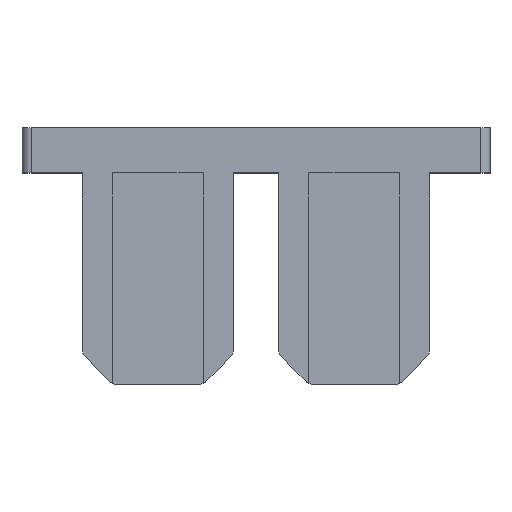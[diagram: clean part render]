
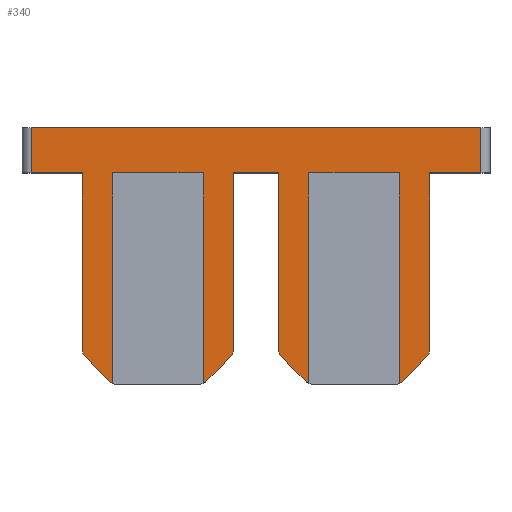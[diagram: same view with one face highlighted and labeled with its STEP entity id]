
A CAD part, top view. The second image highlights one B-rep face of the part: STEP entity #340.
In plain terms, the highlighted planar face has unit normal (0, 0, 1).
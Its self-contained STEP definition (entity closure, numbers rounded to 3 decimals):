
#75=CARTESIAN_POINT('',(15.2,1.5,0.0));
#76=VERTEX_POINT('',#75);
#84=CARTESIAN_POINT('',(15.2,0.0,0.0));
#85=VERTEX_POINT('',#84);
#86=CARTESIAN_POINT('',(15.2,1.5,0.0));
#87=DIRECTION('',(0.0,-1.0,0.0));
#88=VECTOR('',#87,1.5);
#89=LINE('',#86,#88);
#90=EDGE_CURVE('',#76,#85,#89,.T.);
#110=CARTESIAN_POINT('',(0.0,0.0,0.0));
#111=DIRECTION('',(0.0,0.0,1.0));
#112=DIRECTION('',(1.0,0.0,0.0));
#113=AXIS2_PLACEMENT_3D('',#110,#111,#112);
#114=PLANE('',#113);
#115=ORIENTED_EDGE('',*,*,#90,.F.);
#116=CARTESIAN_POINT('',(0.3,1.5,0.0));
#117=VERTEX_POINT('',#116);
#118=CARTESIAN_POINT('',(0.3,1.5,0.0));
#119=DIRECTION('',(1.0,0.0,0.0));
#120=VECTOR('',#119,14.9);
#121=LINE('',#118,#120);
#122=EDGE_CURVE('',#117,#76,#121,.T.);
#123=ORIENTED_EDGE('',*,*,#122,.F.);
#124=CARTESIAN_POINT('',(0.3,0.0,0.0));
#125=VERTEX_POINT('',#124);
#126=CARTESIAN_POINT('',(0.3,0.0,0.0));
#127=DIRECTION('',(0.0,1.0,0.0));
#128=VECTOR('',#127,1.5);
#129=LINE('',#126,#128);
#130=EDGE_CURVE('',#125,#117,#129,.T.);
#131=ORIENTED_EDGE('',*,*,#130,.F.);
#132=CARTESIAN_POINT('',(2.0,0.0,0.0));
#133=VERTEX_POINT('',#132);
#134=CARTESIAN_POINT('',(0.3,0.0,0.0));
#135=DIRECTION('',(1.0,0.0,0.0));
#136=VECTOR('',#135,1.7);
#137=LINE('',#134,#136);
#138=EDGE_CURVE('',#125,#133,#137,.T.);
#139=ORIENTED_EDGE('',*,*,#138,.T.);
#140=CARTESIAN_POINT('',(2.0,-5.876,0.0));
#141=VERTEX_POINT('',#140);
#142=CARTESIAN_POINT('',(2.0,0.0,0.0));
#143=DIRECTION('',(0.0,-1.0,0.0));
#144=VECTOR('',#143,5.876);
#145=LINE('',#142,#144);
#146=EDGE_CURVE('',#133,#141,#145,.T.);
#147=ORIENTED_EDGE('',*,*,#146,.T.);
#148=CARTESIAN_POINT('',(2.088,-6.088,0.0));
#149=VERTEX_POINT('',#148);
#150=CARTESIAN_POINT('',(2.3,-5.876,0.0));
#151=DIRECTION('',(0.0,0.0,-1.0));
#152=DIRECTION('',(-0.924,-0.383,0.0));
#153=AXIS2_PLACEMENT_3D('',#150,#151,#152);
#154=CIRCLE('',#153,0.3);
#155=EDGE_CURVE('',#149,#141,#154,.T.);
#156=ORIENTED_EDGE('',*,*,#155,.F.);
#157=CARTESIAN_POINT('',(2.912,-6.912,0.0));
#158=VERTEX_POINT('',#157);
#159=CARTESIAN_POINT('',(2.912,-6.912,0.0));
#160=DIRECTION('',(-0.707,0.707,0.0));
#161=VECTOR('',#160,1.166);
#162=LINE('',#159,#161);
#163=EDGE_CURVE('',#158,#149,#162,.T.);
#164=ORIENTED_EDGE('',*,*,#163,.F.);
#165=CARTESIAN_POINT('',(3.0,-6.973,0.0));
#166=VERTEX_POINT('',#165);
#167=CARTESIAN_POINT('',(3.124,-6.7,0.0));
#168=DIRECTION('',(0.0,0.0,-1.0));
#169=DIRECTION('',(-0.383,-0.924,0.0));
#170=AXIS2_PLACEMENT_3D('',#167,#168,#169);
#171=CIRCLE('',#170,0.3);
#172=EDGE_CURVE('',#166,#158,#171,.T.);
#173=ORIENTED_EDGE('',*,*,#172,.F.);
#174=CARTESIAN_POINT('',(3.0,0.0,0.0));
#175=VERTEX_POINT('',#174);
#176=CARTESIAN_POINT('',(3.0,-6.973,0.0));
#177=DIRECTION('',(0.0,1.0,0.0));
#178=VECTOR('',#177,6.973);
#179=LINE('',#176,#178);
#180=EDGE_CURVE('',#166,#175,#179,.T.);
#181=ORIENTED_EDGE('',*,*,#180,.T.);
#182=CARTESIAN_POINT('',(6.0,0.0,0.0));
#183=VERTEX_POINT('',#182);
#184=CARTESIAN_POINT('',(3.0,0.0,0.0));
#185=DIRECTION('',(1.0,0.0,0.0));
#186=VECTOR('',#185,3.);
#187=LINE('',#184,#186);
#188=EDGE_CURVE('',#175,#183,#187,.T.);
#189=ORIENTED_EDGE('',*,*,#188,.T.);
#190=CARTESIAN_POINT('',(6.0,-6.973,0.0));
#191=VERTEX_POINT('',#190);
#192=CARTESIAN_POINT('',(6.0,0.0,0.0));
#193=DIRECTION('',(0.0,-1.0,0.0));
#194=VECTOR('',#193,6.973);
#195=LINE('',#192,#194);
#196=EDGE_CURVE('',#183,#191,#195,.T.);
#197=ORIENTED_EDGE('',*,*,#196,.T.);
#198=CARTESIAN_POINT('',(6.088,-6.912,0.0));
#199=VERTEX_POINT('',#198);
#200=CARTESIAN_POINT('',(5.876,-6.7,0.0));
#201=DIRECTION('',(0.0,0.0,-1.0));
#202=DIRECTION('',(0.383,-0.924,0.0));
#203=AXIS2_PLACEMENT_3D('',#200,#201,#202);
#204=CIRCLE('',#203,0.3);
#205=EDGE_CURVE('',#199,#191,#204,.T.);
#206=ORIENTED_EDGE('',*,*,#205,.F.);
#207=CARTESIAN_POINT('',(6.912,-6.088,0.0));
#208=VERTEX_POINT('',#207);
#209=CARTESIAN_POINT('',(6.912,-6.088,0.0));
#210=DIRECTION('',(-0.707,-0.707,0.0));
#211=VECTOR('',#210,1.166);
#212=LINE('',#209,#211);
#213=EDGE_CURVE('',#208,#199,#212,.T.);
#214=ORIENTED_EDGE('',*,*,#213,.F.);
#215=CARTESIAN_POINT('',(7.0,-5.876,0.0));
#216=VERTEX_POINT('',#215);
#217=CARTESIAN_POINT('',(6.7,-5.876,0.0));
#218=DIRECTION('',(0.0,0.0,-1.0));
#219=DIRECTION('',(0.924,-0.383,0.0));
#220=AXIS2_PLACEMENT_3D('',#217,#218,#219);
#221=CIRCLE('',#220,0.3);
#222=EDGE_CURVE('',#216,#208,#221,.T.);
#223=ORIENTED_EDGE('',*,*,#222,.F.);
#224=CARTESIAN_POINT('',(7.0,0.0,0.0));
#225=VERTEX_POINT('',#224);
#226=CARTESIAN_POINT('',(7.0,0.0,0.0));
#227=DIRECTION('',(0.0,-1.0,0.0));
#228=VECTOR('',#227,5.876);
#229=LINE('',#226,#228);
#230=EDGE_CURVE('',#225,#216,#229,.T.);
#231=ORIENTED_EDGE('',*,*,#230,.F.);
#232=CARTESIAN_POINT('',(8.5,0.0,0.0));
#233=VERTEX_POINT('',#232);
#234=CARTESIAN_POINT('',(7.0,0.0,0.0));
#235=DIRECTION('',(1.0,0.0,0.0));
#236=VECTOR('',#235,1.5);
#237=LINE('',#234,#236);
#238=EDGE_CURVE('',#225,#233,#237,.T.);
#239=ORIENTED_EDGE('',*,*,#238,.T.);
#240=CARTESIAN_POINT('',(8.5,-5.876,0.0));
#241=VERTEX_POINT('',#240);
#242=CARTESIAN_POINT('',(8.5,0.0,0.0));
#243=DIRECTION('',(0.0,-1.0,0.0));
#244=VECTOR('',#243,5.876);
#245=LINE('',#242,#244);
#246=EDGE_CURVE('',#233,#241,#245,.T.);
#247=ORIENTED_EDGE('',*,*,#246,.T.);
#248=CARTESIAN_POINT('',(8.588,-6.088,0.));
#249=VERTEX_POINT('',#248);
#250=CARTESIAN_POINT('',(8.8,-5.876,0.));
#251=DIRECTION('',(0.,0.,-1.0));
#252=DIRECTION('',(-0.924,-0.383,0.));
#253=AXIS2_PLACEMENT_3D('',#250,#251,#252);
#254=CIRCLE('',#253,0.3);
#255=EDGE_CURVE('',#249,#241,#254,.T.);
#256=ORIENTED_EDGE('',*,*,#255,.F.);
#257=CARTESIAN_POINT('',(9.412,-6.912,0.));
#258=VERTEX_POINT('',#257);
#259=CARTESIAN_POINT('',(9.412,-6.912,0.));
#260=DIRECTION('',(-0.707,0.707,0.0));
#261=VECTOR('',#260,1.166);
#262=LINE('',#259,#261);
#263=EDGE_CURVE('',#258,#249,#262,.T.);
#264=ORIENTED_EDGE('',*,*,#263,.F.);
#265=CARTESIAN_POINT('',(9.5,-6.973,0.0));
#266=VERTEX_POINT('',#265);
#267=CARTESIAN_POINT('',(9.624,-6.7,0.));
#268=DIRECTION('',(0.,0.,-1.0));
#269=DIRECTION('',(-0.383,-0.924,0.));
#270=AXIS2_PLACEMENT_3D('',#267,#268,#269);
#271=CIRCLE('',#270,0.3);
#272=EDGE_CURVE('',#266,#258,#271,.T.);
#273=ORIENTED_EDGE('',*,*,#272,.F.);
#274=CARTESIAN_POINT('',(9.5,0.0,0.0));
#275=VERTEX_POINT('',#274);
#276=CARTESIAN_POINT('',(9.5,-6.973,0.0));
#277=DIRECTION('',(0.0,1.0,0.0));
#278=VECTOR('',#277,6.973);
#279=LINE('',#276,#278);
#280=EDGE_CURVE('',#266,#275,#279,.T.);
#281=ORIENTED_EDGE('',*,*,#280,.T.);
#282=CARTESIAN_POINT('',(12.5,0.0,0.0));
#283=VERTEX_POINT('',#282);
#284=CARTESIAN_POINT('',(9.5,0.0,0.0));
#285=DIRECTION('',(1.0,0.0,0.0));
#286=VECTOR('',#285,3.0);
#287=LINE('',#284,#286);
#288=EDGE_CURVE('',#275,#283,#287,.T.);
#289=ORIENTED_EDGE('',*,*,#288,.T.);
#290=CARTESIAN_POINT('',(12.5,-6.973,0.0));
#291=VERTEX_POINT('',#290);
#292=CARTESIAN_POINT('',(12.5,0.0,0.0));
#293=DIRECTION('',(0.0,-1.0,0.0));
#294=VECTOR('',#293,6.973);
#295=LINE('',#292,#294);
#296=EDGE_CURVE('',#283,#291,#295,.T.);
#297=ORIENTED_EDGE('',*,*,#296,.T.);
#298=CARTESIAN_POINT('',(12.588,-6.912,0.));
#299=VERTEX_POINT('',#298);
#300=CARTESIAN_POINT('',(12.376,-6.7,0.));
#301=DIRECTION('',(0.,0.,-1.0));
#302=DIRECTION('',(0.383,-0.924,0.));
#303=AXIS2_PLACEMENT_3D('',#300,#301,#302);
#304=CIRCLE('',#303,0.3);
#305=EDGE_CURVE('',#299,#291,#304,.T.);
#306=ORIENTED_EDGE('',*,*,#305,.F.);
#307=CARTESIAN_POINT('',(13.412,-6.088,0.));
#308=VERTEX_POINT('',#307);
#309=CARTESIAN_POINT('',(13.412,-6.088,0.));
#310=DIRECTION('',(-0.707,-0.707,0.0));
#311=VECTOR('',#310,1.166);
#312=LINE('',#309,#311);
#313=EDGE_CURVE('',#308,#299,#312,.T.);
#314=ORIENTED_EDGE('',*,*,#313,.F.);
#315=CARTESIAN_POINT('',(13.5,-5.876,0.0));
#316=VERTEX_POINT('',#315);
#317=CARTESIAN_POINT('',(13.2,-5.876,0.));
#318=DIRECTION('',(0.,0.,-1.0));
#319=DIRECTION('',(0.924,-0.383,0.));
#320=AXIS2_PLACEMENT_3D('',#317,#318,#319);
#321=CIRCLE('',#320,0.3);
#322=EDGE_CURVE('',#316,#308,#321,.T.);
#323=ORIENTED_EDGE('',*,*,#322,.F.);
#324=CARTESIAN_POINT('',(13.5,0.0,0.0));
#325=VERTEX_POINT('',#324);
#326=CARTESIAN_POINT('',(13.5,0.0,0.0));
#327=DIRECTION('',(0.0,-1.0,0.0));
#328=VECTOR('',#327,5.876);
#329=LINE('',#326,#328);
#330=EDGE_CURVE('',#325,#316,#329,.T.);
#331=ORIENTED_EDGE('',*,*,#330,.F.);
#332=CARTESIAN_POINT('',(13.5,0.0,0.0));
#333=DIRECTION('',(1.0,0.0,0.0));
#334=VECTOR('',#333,1.7);
#335=LINE('',#332,#334);
#336=EDGE_CURVE('',#325,#85,#335,.T.);
#337=ORIENTED_EDGE('',*,*,#336,.T.);
#338=EDGE_LOOP('',(#115,#123,#131,#139,#147,#156,#164,#173,#181,#189,#197,#206,#214,#223,#231,#239,#247,#256,#264,#273,#281,#289,#297,#306,#314,#323,#331,#337));
#339=FACE_OUTER_BOUND('',#338,.T.);
#340=ADVANCED_FACE('',(#339),#114,.T.);
